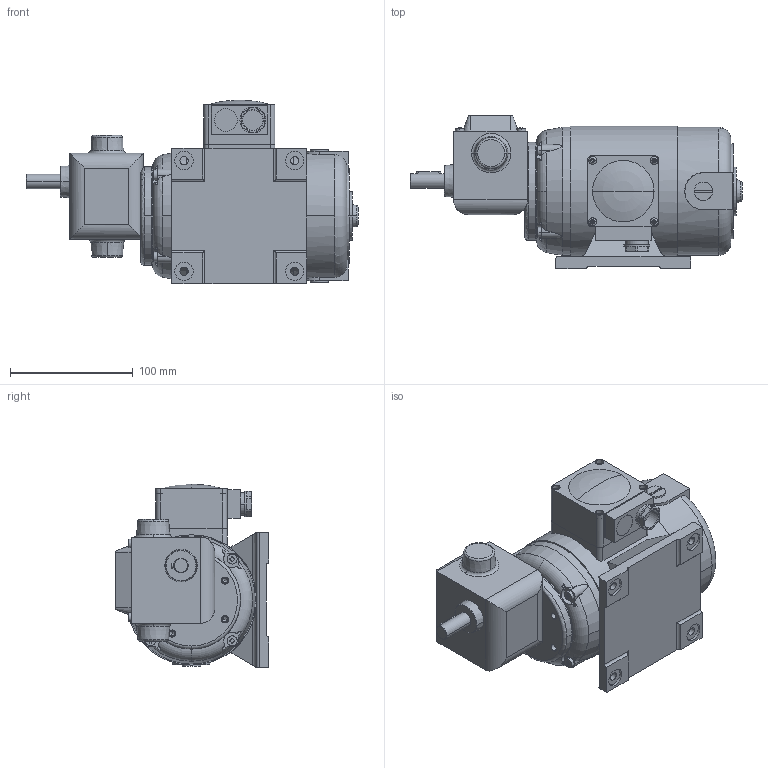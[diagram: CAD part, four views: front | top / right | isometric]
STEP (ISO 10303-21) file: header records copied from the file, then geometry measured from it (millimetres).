
FILE_DESCRIPTION( ( '' ), '1' );
FILE_NAME( '2293595_mit_fuss_1735403_20_0_2_03.stp', '2010-12-06T12:53:57', ( '' ), ( '' ), ' ', ' ', ' ' );
FILE_SCHEMA( ( 'CONFIG_CONTROL_DESIGN' ) );
Length unit declared in the file: millimetre
Products named in the file (2): 1; 2
Bounding box: 270 x 125 x 149 mm (x, y, z)
Volume: 2031717 mm3; surface area: 143561.7 mm2
Topology: 2 solids, 2 shells, 554 faces, 1445 edges, 942 vertices
Faces by surface type: plane 251, cylinder 211, cone 56, torus 32, sphere 4
Entity records: 18418 total; most frequent: CARTESIAN_POINT 4382, DIRECTION 3062, ORIENTED_EDGE 2838, EDGE_CURVE 1419, AXIS2_PLACEMENT_3D 1184, VERTEX_POINT 942, LINE 694, VECTOR 694
